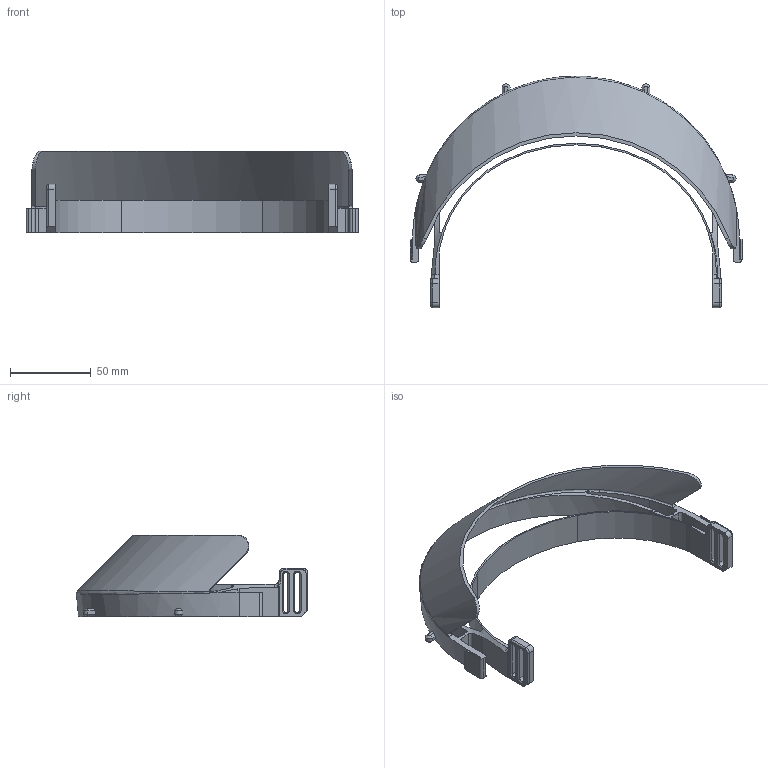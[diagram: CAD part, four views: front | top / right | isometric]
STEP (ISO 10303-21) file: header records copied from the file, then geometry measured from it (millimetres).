
FILE_DESCRIPTION (( 'STEP AP203' ), '1' );
FILE_NAME ('ark_face_shield_RC4.STEP', '2020-04-05T18:26:03', ( '' ), ( '' ), 'SwSTEP 2.0', 'SolidWorks 2019', '' );
FILE_SCHEMA (( 'CONFIG_CONTROL_DESIGN' ));
Length unit declared in the file: millimetre
Products named in the file (1): ark_face_shield_RC4
Bounding box: 206 x 143.52 x 50.36 mm (x, y, z)
Volume: 58117.8 mm3; surface area: 57581.6 mm2
Topology: 1 solids, 1 shells, 240 faces, 645 edges, 402 vertices
Faces by surface type: plane 101, cylinder 76, cone 33, bspline 20, torus 9, sphere 1
Entity records: 8894 total; most frequent: CARTESIAN_POINT 2941, ORIENTED_EDGE 1286, DIRECTION 1193, EDGE_CURVE 643, AXIS2_PLACEMENT_3D 432, VERTEX_POINT 402, LINE 329, VECTOR 329
